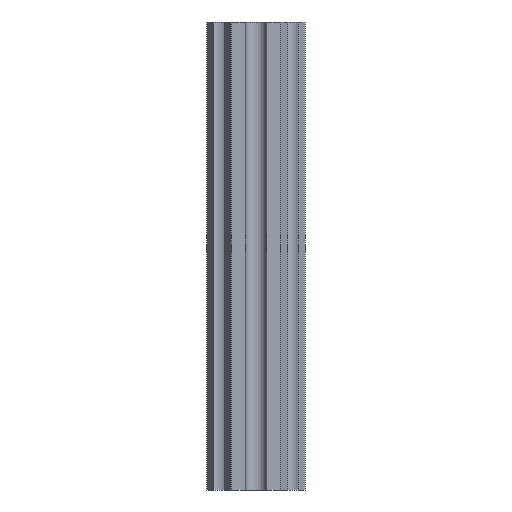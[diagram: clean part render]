
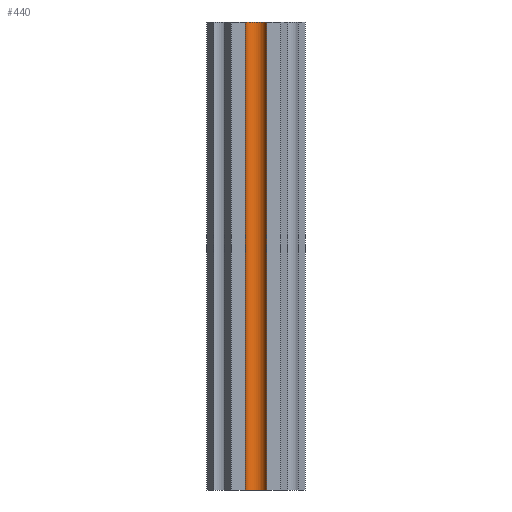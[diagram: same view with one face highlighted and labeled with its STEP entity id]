
A CAD part, front view. The second image highlights one B-rep face of the part: STEP entity #440.
In plain terms, the highlighted cylindrical face has radius 1.587 mm (diameter 3.175 mm), a partial arc.
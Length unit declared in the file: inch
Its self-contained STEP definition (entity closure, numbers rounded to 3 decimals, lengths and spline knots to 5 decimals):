
#27 = VERTEX_POINT ( 'NONE', #393 ) ;
#35 = EDGE_LOOP ( 'NONE', ( #84, #94, #715, #538 ) ) ;
#52 = DIRECTION ( 'NONE',  ( -1., 0., 0. ) ) ;
#84 = ORIENTED_EDGE ( 'NONE', *, *, #260, .T. ) ;
#94 = ORIENTED_EDGE ( 'NONE', *, *, #147, .F. ) ;
#118 = DIRECTION ( 'NONE',  ( 0., 0., -1. ) ) ;
#147 = EDGE_CURVE ( 'NONE', #442, #388, #724, .T. ) ;
#163 = CIRCLE ( 'NONE', #599, 0.0625 ) ;
#167 = AXIS2_PLACEMENT_3D ( 'NONE', #176, #118, #52 ) ;
#169 = DIRECTION ( 'NONE',  ( 1., 0., 0. ) ) ;
#176 = CARTESIAN_POINT ( 'NONE',  ( 0., -0.25, 2.75 ) ) ;
#190 = FACE_OUTER_BOUND ( 'NONE', #35, .T. ) ;
#191 = VECTOR ( 'NONE', #353, 39.37008 ) ;
#227 = VERTEX_POINT ( 'NONE', #796 ) ;
#260 = EDGE_CURVE ( 'NONE', #27, #388, #163, .T. ) ;
#309 = CARTESIAN_POINT ( 'NONE',  ( 0., -0.25, 2.75 ) ) ;
#353 = DIRECTION ( 'NONE',  ( 0., 0., -1. ) ) ;
#355 = CARTESIAN_POINT ( 'NONE',  ( 0.0625, -0.25, 0. ) ) ;
#388 = VERTEX_POINT ( 'NONE', #355 ) ;
#393 = CARTESIAN_POINT ( 'NONE',  ( -0.0625, -0.25, 0. ) ) ;
#424 = EDGE_CURVE ( 'NONE', #227, #442, #549, .T. ) ;
#440 = ADVANCED_FACE ( 'NONE', ( #190 ), #595, .F. ) ;
#442 = VERTEX_POINT ( 'NONE', #794 ) ;
#515 = AXIS2_PLACEMENT_3D ( 'NONE', #309, #750, #566 ) ;
#538 = ORIENTED_EDGE ( 'NONE', *, *, #552, .T. ) ;
#549 = CIRCLE ( 'NONE', #515, 0.0625 ) ;
#552 = EDGE_CURVE ( 'NONE', #227, #27, #803, .T. ) ;
#566 = DIRECTION ( 'NONE',  ( 1., 0., 0. ) ) ;
#595 = CYLINDRICAL_SURFACE ( 'NONE', #167, 0.0625 ) ;
#599 = AXIS2_PLACEMENT_3D ( 'NONE', #749, #808, #169 ) ;
#624 = DIRECTION ( 'NONE',  ( 0., 0., -1. ) ) ;
#664 = CARTESIAN_POINT ( 'NONE',  ( 0.0625, -0.25, 2.75 ) ) ;
#715 = ORIENTED_EDGE ( 'NONE', *, *, #424, .F. ) ;
#724 = LINE ( 'NONE', #664, #191 ) ;
#749 = CARTESIAN_POINT ( 'NONE',  ( 0., -0.25, 0. ) ) ;
#750 = DIRECTION ( 'NONE',  ( 0., 0., -1. ) ) ;
#794 = CARTESIAN_POINT ( 'NONE',  ( 0.0625, -0.25, 2.75 ) ) ;
#796 = CARTESIAN_POINT ( 'NONE',  ( -0.0625, -0.25, 2.75 ) ) ;
#803 = LINE ( 'NONE', #826, #818 ) ;
#808 = DIRECTION ( 'NONE',  ( 0., 0., -1. ) ) ;
#818 = VECTOR ( 'NONE', #624, 39.37008 ) ;
#826 = CARTESIAN_POINT ( 'NONE',  ( -0.0625, -0.25, 2.75 ) ) ;
